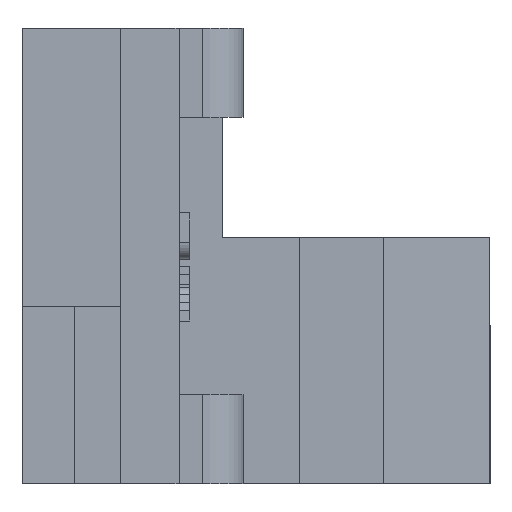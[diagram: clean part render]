
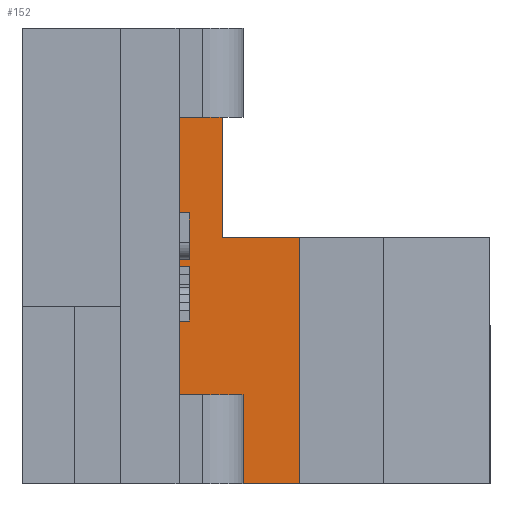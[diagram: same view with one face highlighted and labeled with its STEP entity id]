
A CAD part, left-side view. The second image highlights one B-rep face of the part: STEP entity #152.
In plain terms, the highlighted planar face has unit normal (-1, 0, 0).
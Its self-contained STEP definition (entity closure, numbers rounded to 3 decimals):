
#152=ADVANCED_FACE('',(#312),#230,.T.);
#230=PLANE('',#1886);
#312=FACE_OUTER_BOUND('',#404,.T.);
#404=EDGE_LOOP('',(#650,#651,#652,#653,#654,#655));
#650=ORIENTED_EDGE('',*,*,#1258,.T.);
#651=ORIENTED_EDGE('',*,*,#1254,.T.);
#652=ORIENTED_EDGE('',*,*,#1259,.T.);
#653=ORIENTED_EDGE('',*,*,#1260,.F.);
#654=ORIENTED_EDGE('',*,*,#1261,.T.);
#655=ORIENTED_EDGE('',*,*,#1244,.T.);
#1046=VERTEX_POINT('',#2649);
#1047=VERTEX_POINT('',#2651);
#1054=VERTEX_POINT('',#2670);
#1055=VERTEX_POINT('',#2672);
#1058=VERTEX_POINT('',#2681);
#1059=VERTEX_POINT('',#2683);
#1244=EDGE_CURVE('',#1047,#1046,#1471,.T.);
#1254=EDGE_CURVE('',#1055,#1054,#1479,.T.);
#1258=EDGE_CURVE('',#1046,#1055,#1483,.T.);
#1259=EDGE_CURVE('',#1054,#1058,#1484,.T.);
#1260=EDGE_CURVE('',#1059,#1058,#1485,.T.);
#1261=EDGE_CURVE('',#1059,#1047,#1486,.T.);
#1471=LINE('',#2650,#1688);
#1479=LINE('',#2671,#1696);
#1483=LINE('',#2679,#1700);
#1484=LINE('',#2680,#1701);
#1485=LINE('',#2682,#1702);
#1486=LINE('',#2684,#1703);
#1688=VECTOR('',#2161,1.);
#1696=VECTOR('',#2179,1.);
#1700=VECTOR('',#2185,1.);
#1701=VECTOR('',#2186,1.);
#1702=VECTOR('',#2187,1.);
#1703=VECTOR('',#2188,1.);
#1886=AXIS2_PLACEMENT_3D('',#2685,#2189,#2190);
#2161=DIRECTION('',(0.,0.,1.));
#2179=DIRECTION('',(0.,0.,1.));
#2185=DIRECTION('',(0.,1.,0.));
#2186=DIRECTION('',(0.,1.,0.));
#2187=DIRECTION('',(0.,0.,1.));
#2188=DIRECTION('',(0.,-1.,0.));
#2189=DIRECTION('',(-1.,0.,0.));
#2190=DIRECTION('',(0.,-1.,0.));
#2649=CARTESIAN_POINT('',(11.5,-6.3,8.));
#2650=CARTESIAN_POINT('',(11.5,-6.3,0.));
#2651=CARTESIAN_POINT('',(11.5,-6.3,0.));
#2670=CARTESIAN_POINT('',(11.5,-3.8,14.8));
#2671=CARTESIAN_POINT('',(11.5,-3.8,8.));
#2672=CARTESIAN_POINT('',(11.5,-3.8,8.));
#2679=CARTESIAN_POINT('',(11.5,-6.3,8.));
#2680=CARTESIAN_POINT('',(11.5,-3.8,14.8));
#2681=CARTESIAN_POINT('',(11.5,-2.4,14.8));
#2682=CARTESIAN_POINT('',(11.5,-2.4,0.));
#2683=CARTESIAN_POINT('',(11.5,-2.4,0.));
#2684=CARTESIAN_POINT('',(11.5,-2.4,0.));
#2685=CARTESIAN_POINT('',(11.5,-2.4,0.));
